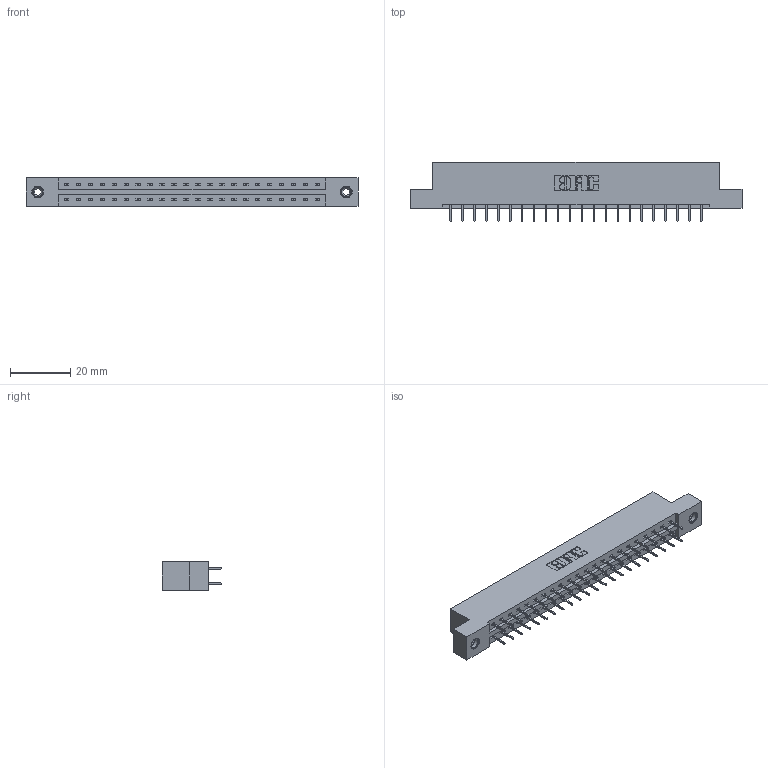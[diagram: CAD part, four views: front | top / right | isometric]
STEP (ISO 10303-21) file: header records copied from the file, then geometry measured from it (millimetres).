
FILE_DESCRIPTION (( 'STEP AP203' ), '1' );
FILE_NAME ('337-044-524-208.STEP', '2018-08-09T04:52:16', ( '' ), ( '' ), 'SwSTEP 2.0', 'SolidWorks 2016', '' );
FILE_SCHEMA (( 'CONFIG_CONTROL_DESIGN' ));
Length unit declared in the file: inch
Products named in the file (4): 337 Part_Flush Mounting Lugs - 0.156 Dia-TI; 345-292-001_345-293-124; 345-250-001_345-250-003-102; 337-044-524-208
Assembly tree (47 placements, depth 2):
  337-044-524-208
    337 Part_Flush Mounting Lugs - 0.156 Dia-TI
    345-292-001_345-293-124  x44
    345-250-001_345-250-003-102  x2
Bounding box: 110.19 x 19.69 x 9.4 mm (x, y, z)
Volume: 11272.9 mm3; surface area: 12367.4 mm2
Topology: 47 solids, 47 shells, 2726 faces, 7707 edges, 4954 vertices
Faces by surface type: plane 2038, cylinder 672, cone 12, torus 4
Entity records: 20904 total; most frequent: CARTESIAN_POINT 3517, ORIENTED_EDGE 3446, DIRECTION 3061, EDGE_CURVE 1723, VECTOR 1579, LINE 1579, VERTEX_POINT 1140, AXIS2_PLACEMENT_3D 741
